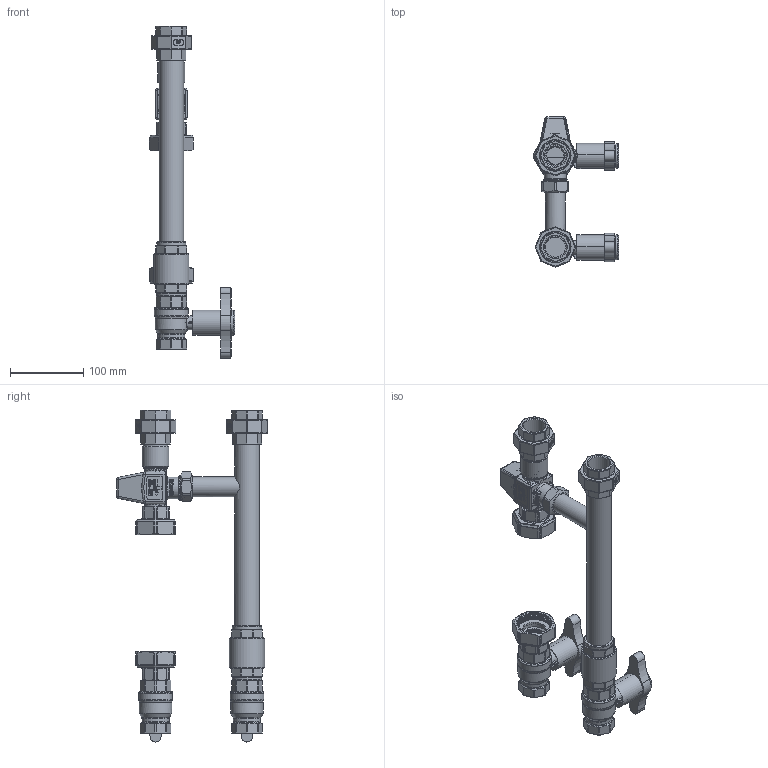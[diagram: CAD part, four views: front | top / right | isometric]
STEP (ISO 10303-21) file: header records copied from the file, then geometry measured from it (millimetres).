
FILE_DESCRIPTION(('STEP AP203'), '1');
FILE_NAME('NGSS-25CTS.18', '', ('UNSPECIFIED'), ('UNSPECIFIED'), 'ASCON STEP Converter 1.6', 'ASCON Math Kernel', '');
FILE_SCHEMA(('CONFIG_CONTROL_DESIGN'));
Length unit declared in the file: millimetre
Products named in the file (1): NGSS-25CTS.18
Bounding box: 116.5 x 205.67 x 453.79 mm (x, y, z)
Volume: 558188.6 mm3; surface area: 286752.4 mm2
Topology: 13 solids, 13 shells, 2989 faces, 8059 edges, 5163 vertices
Faces by surface type: plane 1385, cylinder 963, bspline 299, torus 142, cone 123, sphere 77
Full cylindrical faces by diameter (mm): 5 x1, 10 x1, 11 x2, 19 x2, 22 x1, 23 x1, 24 x5, 24.5 x2, 25.9 x1, 27 x4, 27.5 x3, 28 x2, 30 x10, 30.3 x5, 31 x4, 33.279 x2, 33.3 x1, 33.5 x1, 34 x4, 34.5 x2, 36.5 x1, 37 x2, 37.5 x2, 38 x2, 40 x2, 41 x2, 42 x3, 42.724 x2, 43 x4, 44 x2
Entity records: 224494 total; most frequent: CARTESIAN_POINT 128857, ORIENTED_EDGE 15628, DIRECTION 14042, EDGE_CURVE 7814, VERTEX_POINT 5148, AXIS2_PLACEMENT_3D 5140, LINE 3762, VECTOR 3762
